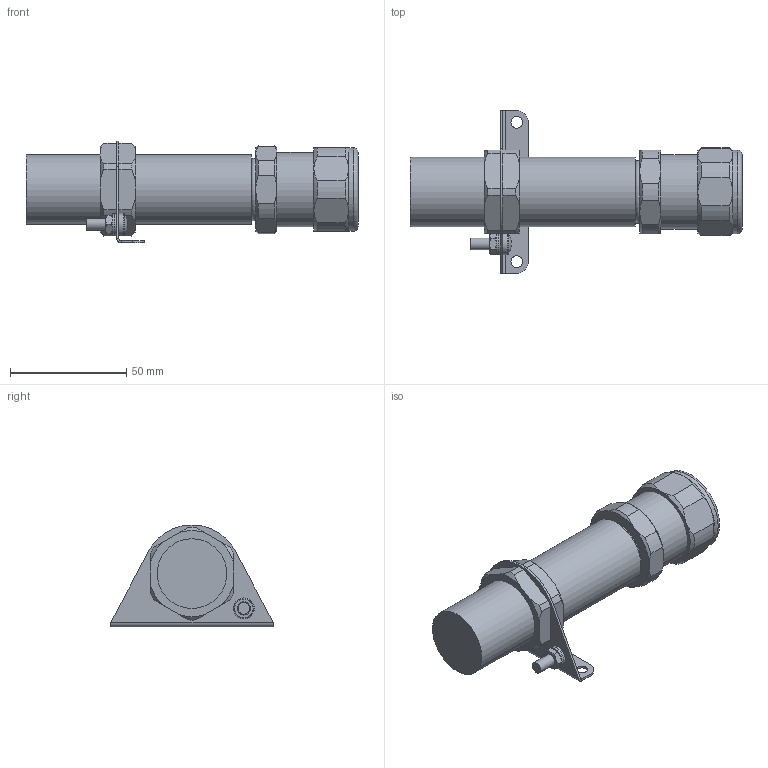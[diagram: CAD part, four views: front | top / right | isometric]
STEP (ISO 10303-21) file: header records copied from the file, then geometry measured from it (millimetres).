
FILE_DESCRIPTION(('STEP AP242'), '1');
FILE_NAME('Åõ ÄÂÃ 102 , òîðöåâîé, ñ êðîíøòåéíîì,òèïîâîé ðàçìåð, ñ êàáåëüíûì ââîäîì', '', ('UNSPECIFIED'), ('UNSPECIFIED'), 'C3D Converter', 'C3D Toolkit', '');
FILE_SCHEMA(('AP242_MANAGED_MODEL_BASED_3D_ENGINEERING_MIM_LF { 1 0 10303 442 1 1 4 }'));
Length unit declared in the file: millimetre
Products named in the file (17): ПАШК.685181.114; ПАШК.715631.114; ПАШК.758491.114; ПАШК.714341.114; ПАШК.713141.114; АТФЕ.305331.162 СБ-104; ПАШК.753137.114-04; ПАШК.714341.114-08; ПАШК.758491.114-06; ПАШК.714345.114-02; ПАШК.758413.114-02; АТФЕ.711141.162; АТФЕ.711163.009; АТФЕ.745312.171-12
Assembly tree (18 placements, depth 3):
  ПАШК.685181.114
    ПАШК.715631.114
    ПАШК.758491.114
    ПАШК.714341.114
    ПАШК.713141.114
    АТФЕ.305331.162 СБ-104
      ПАШК.753137.114-04
      ПАШК.714341.114-08
      ПАШК.758491.114-06
      ПАШК.714345.114-02
      ПАШК.758413.114-02
    АТФЕ.711141.162
    (unnamed)
    (unnamed)  x2
    АТФЕ.711163.009  x2
    (unnamed)
    АТФЕ.745312.171-12
Bounding box: 143 x 70 x 43.93 mm (x, y, z)
Volume: 86246.4 mm3; surface area: 52490.5 mm2
Topology: 18 solids, 18 shells, 227 faces, 496 edges, 311 vertices
Faces by surface type: plane 93, cylinder 66, cone 59, torus 4, bspline 4, sphere 1
Full cylindrical faces by diameter (mm): 4.134 x1, 5 x3, 5.2 x1, 5.3 x2, 9 x2, 9.5 x1, 14.5 x1, 16 x3, 18 x1, 19 x2, 22 x3, 23 x1, 23.376 x2, 25 x2, 26 x1, 26.5 x1, 27 x2, 28.376 x2, 29 x1, 30 x2, 30.376 x1, 32 x1, 36 x1
Entity records: 11731 total; most frequent: CARTESIAN_POINT 3547, DIRECTION 1598, ORIENTED_EDGE 762, AXIS2_PLACEMENT_3D 746, EDGE_CURVE 381, EXTERNALLY_DEFINED_TEXT_FONT 316, EXTERNAL_SOURCE 316, EDGE_LOOP 286
